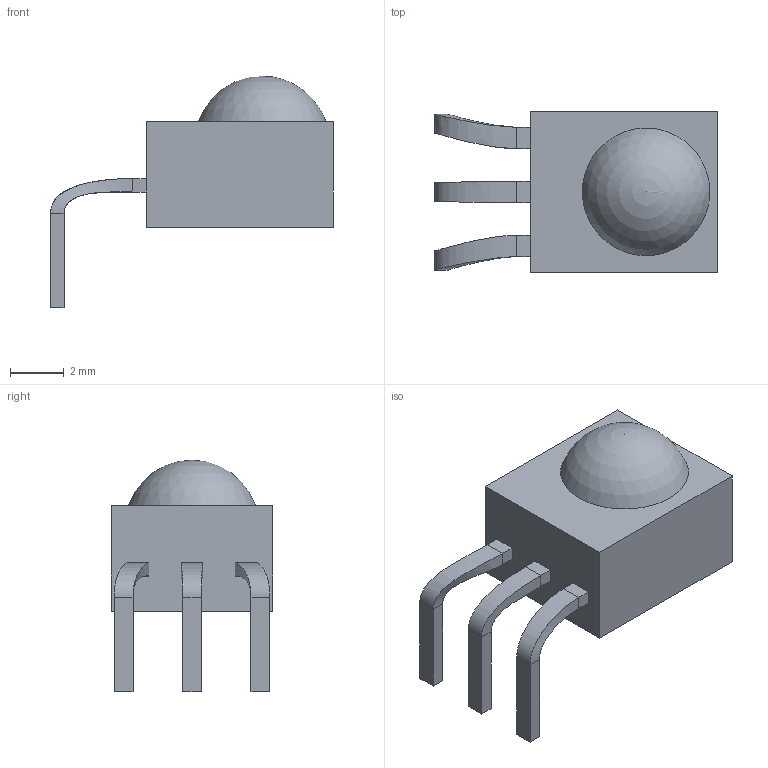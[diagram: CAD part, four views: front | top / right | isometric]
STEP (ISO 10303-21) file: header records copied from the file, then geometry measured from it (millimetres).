
FILE_DESCRIPTION (( 'STEP AP214' ), '1' );
FILE_NAME ('TSSP4038.STEP', '2021-07-07T08:15:58', ( '' ), ( '' ), 'SwSTEP 2.0', 'SolidWorks 2019', '' );
FILE_SCHEMA (( 'AUTOMOTIVE_DESIGN' ));
Length unit declared in the file: millimetre
Products named in the file (1): TSSP4038
Bounding box: 10.5 x 6 x 8.6 mm (x, y, z)
Volume: 187.7 mm3; surface area: 246 mm2
Topology: 1 solids, 1 shells, 46 faces, 100 edges, 59 vertices
Faces by surface type: plane 33, bspline 12, sphere 1
Entity records: 1455 total; most frequent: CARTESIAN_POINT 419, ORIENTED_EDGE 196, DIRECTION 158, EDGE_CURVE 98, LINE 84, VECTOR 84, VERTEX_POINT 58, EDGE_LOOP 50
